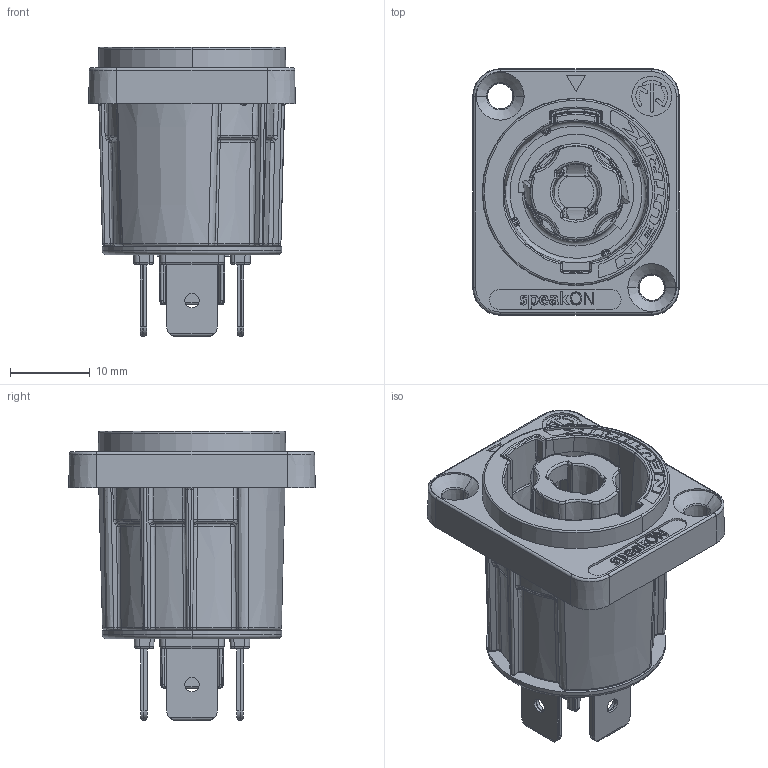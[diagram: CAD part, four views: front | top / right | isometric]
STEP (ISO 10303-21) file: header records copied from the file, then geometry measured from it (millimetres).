
FILE_DESCRIPTION((''),'2;1');
FILE_NAME('30008878_ASM','2022-04-28T10:21:16',('SYSTEM'),(''),'CREO PARAMETRIC BY PTC INC, 2021184','CREO PARAMETRIC BY PTC INC, 2021184','');
FILE_SCHEMA(('CONFIG_CONTROL_DESIGN'));
Products named in the file (6): 30009034; 30008719; 30008718; 30009553; 91424161; 30008878_ASM
Assembly tree (7 placements, depth 2):
  30008878_ASM
    30009034
    30008719  x2
    30008718  x2
    30009553
    91424161
Bounding box: 25.9 x 30.9 x 36.25 mm (x, y, z)
Volume: 6279.3 mm3; surface area: 11873.2 mm2
Topology: 27 solids, 29 shells, 2326 faces, 5711 edges, 3487 vertices
Faces by surface type: plane 876, cylinder 486, bspline 459, extrusion 157, torus 156, cone 114, sphere 78
Entity records: 92341 total; most frequent: CARTESIAN_POINT 47747, ORIENTED_EDGE 10126, DIRECTION 7856, EDGE_CURVE 5068, VERTEX_POINT 3083, AXIS2_PLACEMENT_3D 2787, VECTOR 2282, EDGE_LOOP 2149
